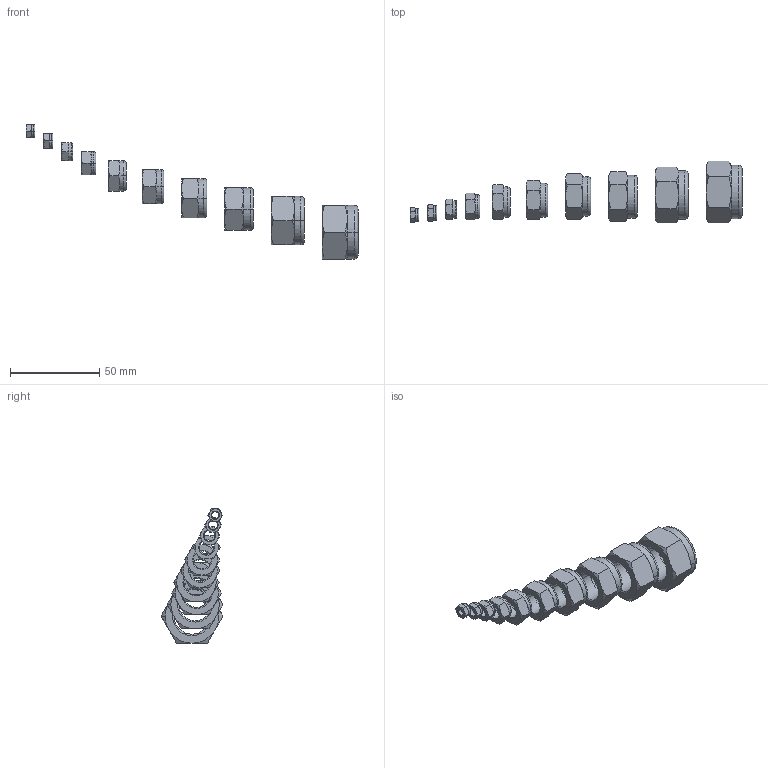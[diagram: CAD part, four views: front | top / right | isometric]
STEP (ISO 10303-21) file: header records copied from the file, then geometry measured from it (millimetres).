
FILE_DESCRIPTION (( 'STEP AP214' ), '1' );
FILE_NAME ('Ecrou_Hex_auto-freine_Assemblage.STEP', '2017-09-19T12:44:21', ( 'UTILISATEUR' ), ( 'Hewlett-Packard Company' ), 'SwSTEP 2.0', 'SolidWorks 2016', '' );
FILE_SCHEMA (( 'AUTOMOTIVE_DESIGN' ));
Length unit declared in the file: millimetre
Products named in the file (11): Ecrou_Hex_auto-freine_Assemblage; Ecrou frein inox 304 Ø4; Ecrou frein inox 304 Ø5; Ecrou frein inox 304 Ø6; Ecrou frein inox 304 Ø8; Ecrou frein inox 304 Ø10; Ecrou frein inox 304 Ø12; Ecrou frein inox 304 Ø14; Ecrou frein inox 304 Ø16; Ecrou frein inox 304 Ø18; Ecrou frein inox 304 Ø20
Assembly tree (10 placements, depth 2):
  Ecrou_Hex_auto-freine_Assemblage
    Ecrou frein inox 304 Ø4
    Ecrou frein inox 304 Ø5
    Ecrou frein inox 304 Ø6
    Ecrou frein inox 304 Ø8
    Ecrou frein inox 304 Ø10
    Ecrou frein inox 304 Ø12
    Ecrou frein inox 304 Ø14
    Ecrou frein inox 304 Ø16
    Ecrou frein inox 304 Ø18
    Ecrou frein inox 304 Ø20
Bounding box: 185.5 x 34.64 x 75 mm (x, y, z)
Volume: 27764.9 mm3; surface area: 16741.6 mm2
Topology: 10 solids, 10 shells, 400 faces, 850 edges, 490 vertices
Faces by surface type: cone 180, cylinder 100, plane 100, torus 20
Entity records: 12284 total; most frequent: CARTESIAN_POINT 3081, DIRECTION 1826, ORIENTED_EDGE 1700, EDGE_CURVE 850, AXIS2_PLACEMENT_3D 803, VERTEX_POINT 490, EDGE_LOOP 440, ADVANCED_FACE 400
